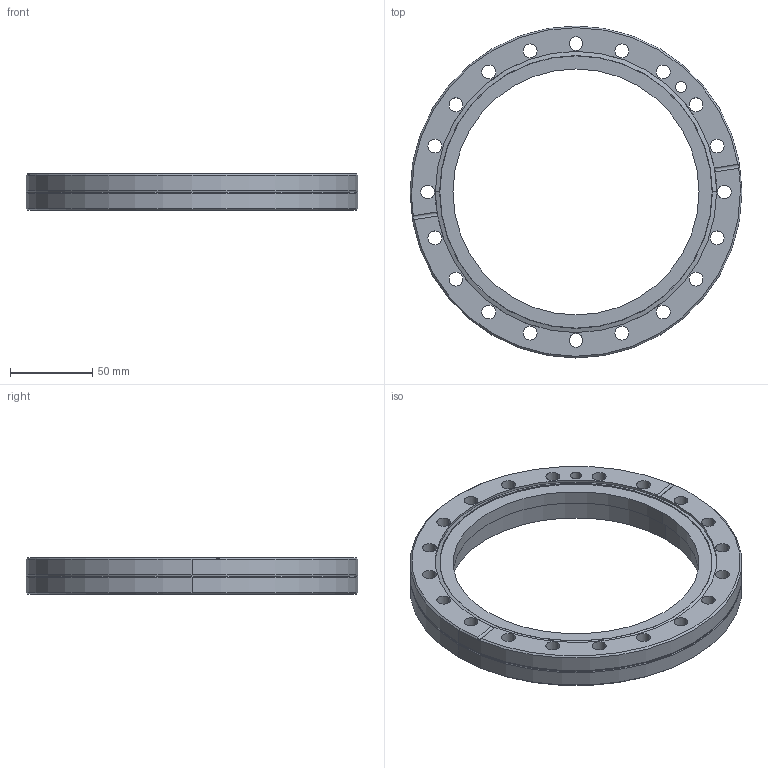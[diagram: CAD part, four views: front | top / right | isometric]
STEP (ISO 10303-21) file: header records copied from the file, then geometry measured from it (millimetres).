
FILE_DESCRIPTION (( 'STEP AP214' ), '1' );
FILE_NAME ('480FAN160-154.step', '2017-07-07T10:07:51', ( 'install' ), ( '' ), 'SwSTEP 2.0', 'SolidWorks 2015', '' );
FILE_SCHEMA (( 'AUTOMOTIVE_DESIGN' ));
Length unit declared in the file: millimetre
Products named in the file (1): 480FAN160-154
Bounding box: 202.4 x 202.4 x 22.2 mm (x, y, z)
Volume: 276375.3 mm3; surface area: 63580.6 mm2
Topology: 1 solids, 1 shells, 73 faces, 194 edges, 124 vertices
Faces by surface type: cylinder 54, cone 8, torus 6, plane 5
Entity records: 2526 total; most frequent: DIRECTION 464, CARTESIAN_POINT 456, ORIENTED_EDGE 388, AXIS2_PLACEMENT_3D 200, EDGE_CURVE 194, CIRCLE 126, VERTEX_POINT 124, EDGE_LOOP 118
